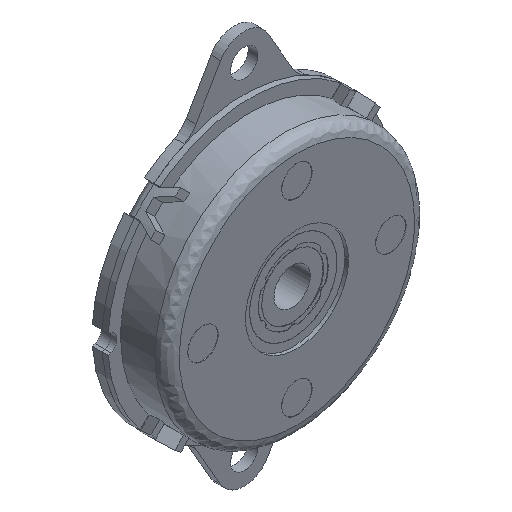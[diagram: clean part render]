
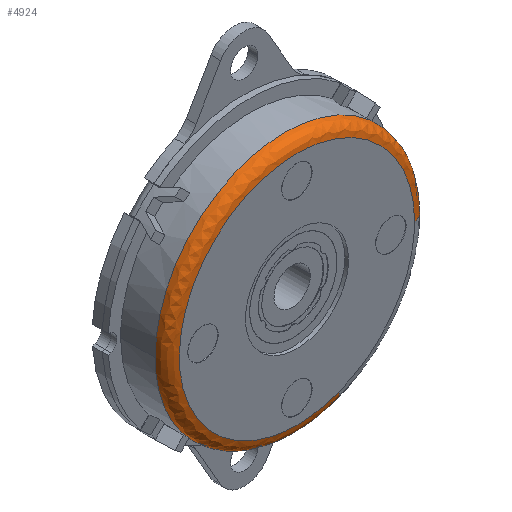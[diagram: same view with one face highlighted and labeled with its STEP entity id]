
A CAD part, isometric view. The second image highlights one B-rep face of the part: STEP entity #4924.
In plain terms, the highlighted free-form (B-spline) face has degree [2, 2] with [9, 3] control points.
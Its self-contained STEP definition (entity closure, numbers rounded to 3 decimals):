
#3531=CARTESIAN_POINT('',(0.0,-8.3,-21.4));
#3532=VERTEX_POINT('',#3531);
#3533=CARTESIAN_POINT('',(-4.939,-8.3,-20.822));
#3534=VERTEX_POINT('',#3533);
#3535=CARTESIAN_POINT('',(0.0,-8.3,-21.4));
#3536=CARTESIAN_POINT('',(-2.503,-8.3,-21.4));
#3537=CARTESIAN_POINT('',(-4.939,-8.3,-20.822));
#3545=(BOUNDED_CURVE()B_SPLINE_CURVE(2,(#3535,#3536,#3537),.UNSPECIFIED.,.F.,.U.)B_SPLINE_CURVE_WITH_KNOTS((3,3),(0.5,0.539),.UNSPECIFIED.)CURVE()GEOMETRIC_REPRESENTATION_ITEM()RATIONAL_B_SPLINE_CURVE((1.0,0.954,0.922))REPRESENTATION_ITEM(''));
#3546=EDGE_CURVE('',#3532,#3534,#3545,.T.);
#4192=CARTESIAN_POINT('',(-21.4,-8.3,-0.073));
#4193=VERTEX_POINT('',#4192);
#4199=CARTESIAN_POINT('',(0.0,-8.3,21.4));
#4200=VERTEX_POINT('',#4199);
#4201=CARTESIAN_POINT('',(-21.4,-8.3,-0.073));
#4202=CARTESIAN_POINT('',(-21.4,-8.3,-0.036));
#4203=CARTESIAN_POINT('',(-21.4,-8.3,0.));
#4204=CARTESIAN_POINT('',(-21.4,-8.3,21.4));
#4205=CARTESIAN_POINT('',(0.0,-8.3,21.4));
#4213=(BOUNDED_CURVE()B_SPLINE_CURVE(2,(#4201,#4202,#4203,#4204,#4205),.UNSPECIFIED.,.F.,.U.)B_SPLINE_CURVE_WITH_KNOTS((3,2,3),(0.749,0.75,1.0),.UNSPECIFIED.)CURVE()GEOMETRIC_REPRESENTATION_ITEM()RATIONAL_B_SPLINE_CURVE((0.999,0.999,1.0,0.707,1.0))REPRESENTATION_ITEM(''));
#4214=EDGE_CURVE('',#4193,#4200,#4213,.T.);
#4216=CARTESIAN_POINT('',(21.4,-8.3,0.));
#4217=VERTEX_POINT('',#4216);
#4218=CARTESIAN_POINT('',(0.0,-8.3,21.4));
#4219=CARTESIAN_POINT('',(21.4,-8.3,21.4));
#4220=CARTESIAN_POINT('',(21.4,-8.3,0.));
#4228=(BOUNDED_CURVE()B_SPLINE_CURVE(2,(#4218,#4219,#4220),.UNSPECIFIED.,.F.,.U.)B_SPLINE_CURVE_WITH_KNOTS((3,3),(0.0,0.25),.UNSPECIFIED.)CURVE()GEOMETRIC_REPRESENTATION_ITEM()RATIONAL_B_SPLINE_CURVE((1.0,0.707,1.0))REPRESENTATION_ITEM(''));
#4229=EDGE_CURVE('',#4200,#4217,#4228,.T.);
#4231=CARTESIAN_POINT('',(7.561,-8.3,-20.02));
#4232=VERTEX_POINT('',#4231);
#4246=CARTESIAN_POINT('',(7.561,-8.3,-20.02));
#4247=CARTESIAN_POINT('',(3.906,-8.3,-21.4));
#4248=CARTESIAN_POINT('',(0.0,-8.3,-21.4));
#4256=(BOUNDED_CURVE()B_SPLINE_CURVE(2,(#4246,#4247,#4248),.UNSPECIFIED.,.F.,.U.)B_SPLINE_CURVE_WITH_KNOTS((3,3),(0.44,0.5),.UNSPECIFIED.)CURVE()GEOMETRIC_REPRESENTATION_ITEM()RATIONAL_B_SPLINE_CURVE((0.893,0.93,1.0))REPRESENTATION_ITEM(''));
#4257=EDGE_CURVE('',#4232,#3532,#4256,.T.);
#4372=CARTESIAN_POINT('',(-4.939,-8.3,-20.822));
#4373=CARTESIAN_POINT('',(-21.342,-8.3,-16.932));
#4374=CARTESIAN_POINT('',(-21.4,-8.3,-0.073));
#4382=(BOUNDED_CURVE()B_SPLINE_CURVE(2,(#4372,#4373,#4374),.UNSPECIFIED.,.F.,.U.)B_SPLINE_CURVE_WITH_KNOTS((3,3),(0.539,0.749),.UNSPECIFIED.)CURVE()GEOMETRIC_REPRESENTATION_ITEM()RATIONAL_B_SPLINE_CURVE((0.922,0.754,0.999))REPRESENTATION_ITEM(''));
#4383=EDGE_CURVE('',#3534,#4193,#4382,.T.);
#4807=CARTESIAN_POINT('',(6.805,-10.295,-18.019));
#4808=CARTESIAN_POINT('',(3.516,-10.295,-19.261));
#4809=CARTESIAN_POINT('',(0.,-10.295,-19.261));
#4810=CARTESIAN_POINT('',(-19.261,-10.295,-19.261));
#4811=CARTESIAN_POINT('',(-19.261,-10.295,0.));
#4812=CARTESIAN_POINT('',(-19.261,-10.295,19.261));
#4813=CARTESIAN_POINT('',(0.,-10.295,19.261));
#4814=CARTESIAN_POINT('',(19.261,-10.295,19.261));
#4815=CARTESIAN_POINT('',(19.261,-10.295,0.));
#4816=CARTESIAN_POINT('',(7.616,-10.455,-20.165));
#4817=CARTESIAN_POINT('',(3.935,-10.455,-21.555));
#4818=CARTESIAN_POINT('',(0.,-10.455,-21.555));
#4819=CARTESIAN_POINT('',(-21.555,-10.455,-21.555));
#4820=CARTESIAN_POINT('',(-21.555,-10.455,0.));
#4821=CARTESIAN_POINT('',(-21.555,-10.455,21.555));
#4822=CARTESIAN_POINT('',(0.,-10.455,21.555));
#4823=CARTESIAN_POINT('',(21.555,-10.455,21.555));
#4824=CARTESIAN_POINT('',(21.555,-10.455,0.));
#4825=CARTESIAN_POINT('',(7.559,-8.161,-20.015));
#4826=CARTESIAN_POINT('',(3.905,-8.161,-21.395));
#4827=CARTESIAN_POINT('',(0.,-8.161,-21.395));
#4828=CARTESIAN_POINT('',(-21.395,-8.161,-21.395));
#4829=CARTESIAN_POINT('',(-21.395,-8.161,0.));
#4830=CARTESIAN_POINT('',(-21.395,-8.161,21.395));
#4831=CARTESIAN_POINT('',(0.,-8.161,21.395));
#4832=CARTESIAN_POINT('',(21.395,-8.161,21.395));
#4833=CARTESIAN_POINT('',(21.395,-8.161,0.));
#4841=(BOUNDED_SURFACE()B_SPLINE_SURFACE(2,2,((#4807,#4816,#4825),(#4808,#4817,#4826),(#4809,#4818,#4827),(#4810,#4819,#4828),(#4811,#4820,#4829),(#4812,#4821,#4830),(#4813,#4822,#4831),(#4814,#4823,#4832),(#4815,#4824,#4833)),.UNSPECIFIED.,.F.,.F.,.U.)B_SPLINE_SURFACE_WITH_KNOTS((3,2,2,2,3),(3,3),(0.0,8.508,43.956,79.405,114.854),(0.0,3.645),.UNSPECIFIED.)GEOMETRIC_REPRESENTATION_ITEM()RATIONAL_B_SPLINE_SURFACE(((0.818,0.535,0.814),(0.852,0.557,0.847),(0.916,0.599,0.911),(0.648,0.424,0.644),(0.916,0.599,0.911),(0.648,0.424,0.644),(0.916,0.599,0.911),(0.648,0.424,0.644),(0.916,0.599,0.911)))REPRESENTATION_ITEM('')SURFACE());
#4842=CARTESIAN_POINT('',(0.0,-10.3,-19.4));
#4843=VERTEX_POINT('',#4842);
#4844=CARTESIAN_POINT('',(6.854,-10.3,-18.149));
#4845=VERTEX_POINT('',#4844);
#4846=CARTESIAN_POINT('',(0.0,-10.3,-19.4));
#4847=CARTESIAN_POINT('',(3.541,-10.3,-19.4));
#4848=CARTESIAN_POINT('',(6.854,-10.3,-18.149));
#4856=(BOUNDED_CURVE()B_SPLINE_CURVE(2,(#4846,#4847,#4848),.UNSPECIFIED.,.F.,.U.)B_SPLINE_CURVE_WITH_KNOTS((3,3),(0.5,0.56),.UNSPECIFIED.)CURVE()GEOMETRIC_REPRESENTATION_ITEM()RATIONAL_B_SPLINE_CURVE((1.0,0.93,0.893))REPRESENTATION_ITEM(''));
#4857=EDGE_CURVE('',#4843,#4845,#4856,.T.);
#4858=ORIENTED_EDGE('',*,*,#4857,.F.);
#4859=CARTESIAN_POINT('',(0.0,-10.3,19.4));
#4860=VERTEX_POINT('',#4859);
#4861=CARTESIAN_POINT('',(0.0,-10.3,19.4));
#4862=CARTESIAN_POINT('',(-19.4,-10.3,19.4));
#4863=CARTESIAN_POINT('',(-19.4,-10.3,0.));
#4864=CARTESIAN_POINT('',(-19.4,-10.3,-19.4));
#4865=CARTESIAN_POINT('',(0.0,-10.3,-19.4));
#4873=(BOUNDED_CURVE()B_SPLINE_CURVE(2,(#4861,#4862,#4863,#4864,#4865),.UNSPECIFIED.,.F.,.U.)B_SPLINE_CURVE_WITH_KNOTS((3,2,3),(0.0,0.25,0.5),.UNSPECIFIED.)CURVE()GEOMETRIC_REPRESENTATION_ITEM()RATIONAL_B_SPLINE_CURVE((1.0,0.707,1.0,0.707,1.0))REPRESENTATION_ITEM(''));
#4874=EDGE_CURVE('',#4860,#4843,#4873,.T.);
#4875=ORIENTED_EDGE('',*,*,#4874,.F.);
#4876=CARTESIAN_POINT('',(19.4,-10.3,0.));
#4877=VERTEX_POINT('',#4876);
#4878=CARTESIAN_POINT('',(19.4,-10.3,0.));
#4879=CARTESIAN_POINT('',(19.4,-10.3,19.4));
#4880=CARTESIAN_POINT('',(0.0,-10.3,19.4));
#4888=(BOUNDED_CURVE()B_SPLINE_CURVE(2,(#4878,#4879,#4880),.UNSPECIFIED.,.F.,.U.)B_SPLINE_CURVE_WITH_KNOTS((3,3),(0.75,1.0),.UNSPECIFIED.)CURVE()GEOMETRIC_REPRESENTATION_ITEM()RATIONAL_B_SPLINE_CURVE((1.,0.707,1.0))REPRESENTATION_ITEM(''));
#4889=EDGE_CURVE('',#4877,#4860,#4888,.T.);
#4890=ORIENTED_EDGE('',*,*,#4889,.F.);
#4891=CARTESIAN_POINT('',(19.4,-10.3,0.));
#4892=CARTESIAN_POINT('',(21.4,-10.3,0.));
#4893=CARTESIAN_POINT('',(21.4,-8.3,0.));
#4901=(BOUNDED_CURVE()B_SPLINE_CURVE(2,(#4891,#4892,#4893),.UNSPECIFIED.,.F.,.U.)B_SPLINE_CURVE_WITH_KNOTS((3,3),(-1.736,-0.277),.UNSPECIFIED.)CURVE()GEOMETRIC_REPRESENTATION_ITEM()RATIONAL_B_SPLINE_CURVE((0.889,0.627,0.884))REPRESENTATION_ITEM(''));
#4902=EDGE_CURVE('',#4877,#4217,#4901,.T.);
#4903=ORIENTED_EDGE('',*,*,#4902,.T.);
#4904=ORIENTED_EDGE('',*,*,#4229,.F.);
#4905=ORIENTED_EDGE('',*,*,#4214,.F.);
#4906=ORIENTED_EDGE('',*,*,#4383,.F.);
#4907=ORIENTED_EDGE('',*,*,#3546,.F.);
#4908=ORIENTED_EDGE('',*,*,#4257,.F.);
#4909=CARTESIAN_POINT('',(6.854,-10.3,-18.149));
#4910=CARTESIAN_POINT('',(7.561,-10.3,-20.02));
#4911=CARTESIAN_POINT('',(7.561,-8.3,-20.02));
#4919=(BOUNDED_CURVE()B_SPLINE_CURVE(2,(#4909,#4910,#4911),.UNSPECIFIED.,.F.,.U.)B_SPLINE_CURVE_WITH_KNOTS((3,3),(-1.736,-0.277),.UNSPECIFIED.)CURVE()GEOMETRIC_REPRESENTATION_ITEM()RATIONAL_B_SPLINE_CURVE((0.794,0.56,0.789))REPRESENTATION_ITEM(''));
#4920=EDGE_CURVE('',#4845,#4232,#4919,.T.);
#4921=ORIENTED_EDGE('',*,*,#4920,.F.);
#4922=EDGE_LOOP('',(#4858,#4875,#4890,#4903,#4904,#4905,#4906,#4907,#4908,#4921));
#4923=FACE_OUTER_BOUND('',#4922,.T.);
#4924=ADVANCED_FACE('',(#4923),#4841,.T.);
